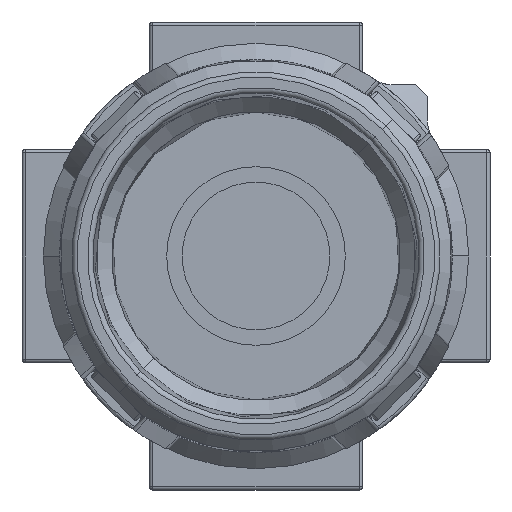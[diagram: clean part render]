
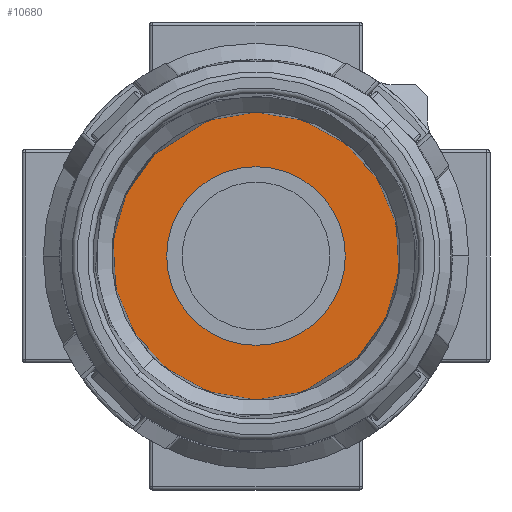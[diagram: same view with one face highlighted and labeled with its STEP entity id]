
A CAD part, front view. The second image highlights one B-rep face of the part: STEP entity #10680.
In plain terms, the highlighted planar face has unit normal (0, -1, 0).
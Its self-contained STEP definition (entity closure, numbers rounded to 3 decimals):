
#2043=CARTESIAN_POINT('',(0.,-82.4,0.));
#2044=DIRECTION('',(0.,-1.,0.));
#2045=DIRECTION('',(-0.707,0.,0.707));
#2046=AXIS2_PLACEMENT_3D('',#2043,#2044,#2045);
#2061=CARTESIAN_POINT('',(0.,-82.4,0.));
#2062=DIRECTION('',(0.,1.,0.));
#2063=DIRECTION('',(1.,0.,0.));
#2064=AXIS2_PLACEMENT_3D('',#2061,#2062,#2063);
#2066=CARTESIAN_POINT('',(0.,-82.4,0.));
#2067=DIRECTION('',(0.,1.,0.));
#2068=DIRECTION('',(-1.,0.,0.));
#2069=AXIS2_PLACEMENT_3D('',#2066,#2067,#2068);
#2071=CARTESIAN_POINT('',(0.,-82.4,0.));
#2072=DIRECTION('',(0.,-1.,0.));
#2073=DIRECTION('',(0.707,0.,-0.707));
#2074=AXIS2_PLACEMENT_3D('',#2071,#2072,#2073);
#8485=CARTESIAN_POINT('',(-9.546,-82.4,9.546));
#8486=CARTESIAN_POINT('',(9.546,-82.4,-9.546));
#8487=VERTEX_POINT('',#8485);
#8488=VERTEX_POINT('',#8486);
#8501=CARTESIAN_POINT('',(8.4,-82.4,0.));
#8502=CARTESIAN_POINT('',(-8.4,-82.4,0.));
#8503=VERTEX_POINT('',#8501);
#8504=VERTEX_POINT('',#8502);
#10664=CARTESIAN_POINT('',(0.,-82.4,0.));
#10665=DIRECTION('',(0.,-1.,0.));
#10666=DIRECTION('',(1.,0.,0.));
#10667=AXIS2_PLACEMENT_3D('',#10664,#10665,#10666);
#10668=PLANE('',#10667);
#10669=ORIENTED_EDGE('',*,*,#10646,.F.);
#10671=ORIENTED_EDGE('',*,*,#10670,.F.);
#10672=EDGE_LOOP('',(#10669,#10671));
#10673=FACE_OUTER_BOUND('',#10672,.F.);
#10675=ORIENTED_EDGE('',*,*,#10674,.F.);
#10677=ORIENTED_EDGE('',*,*,#10676,.F.);
#10678=EDGE_LOOP('',(#10675,#10677));
#10679=FACE_BOUND('',#10678,.F.);
#10680=ADVANCED_FACE('',(#10673,#10679),#10668,.T.);
#2047=CIRCLE('',#2046,13.501);
#2065=CIRCLE('',#2064,8.4);
#2070=CIRCLE('',#2069,8.4);
#2075=CIRCLE('',#2074,13.501);
#10646=EDGE_CURVE('',#8487,#8488,#2047,.T.);
#10670=EDGE_CURVE('',#8488,#8487,#2075,.T.);
#10674=EDGE_CURVE('',#8503,#8504,#2065,.T.);
#10676=EDGE_CURVE('',#8504,#8503,#2070,.T.);
